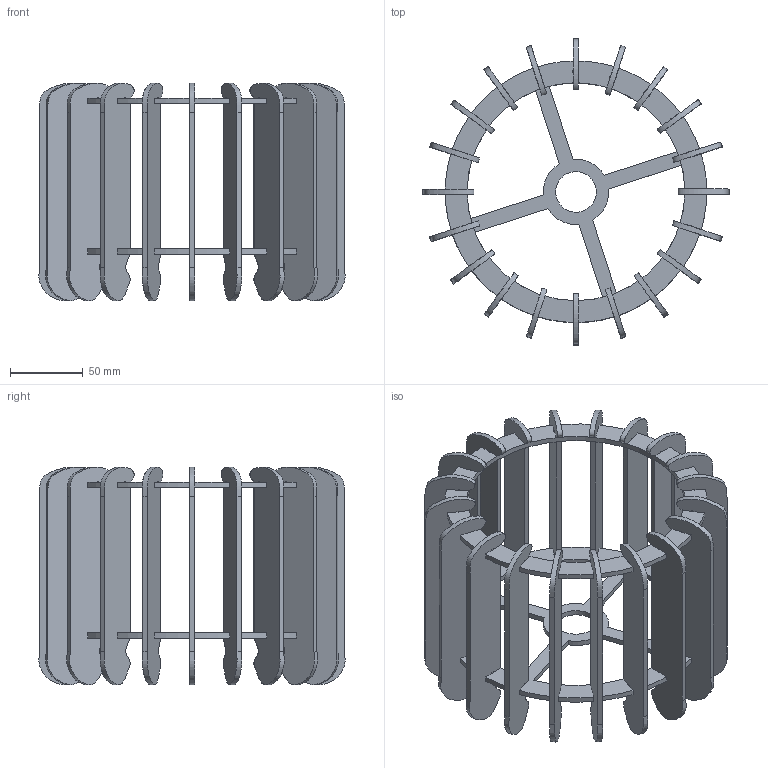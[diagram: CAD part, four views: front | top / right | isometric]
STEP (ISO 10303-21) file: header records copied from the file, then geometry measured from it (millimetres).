
FILE_DESCRIPTION(/* description */ ('','CAx-IF Rec.Pracs.---Representation and Presentation of Product Manufacturing Information (PMI)---4.0---2014-10-13'),/* implementation_level */ '2;1');
FILE_NAME(/* name */ '3.Assignment_Parametrics_Lamp.step',/* time_stamp */ '2025-02-08T12:01:39+01:00',/* author */ (''),/* organization */ (''),/* preprocessor_version */ 'ST-DEVELOPER v20',/* originating_system */ 'Autodesk Translation Framework v13.20.0.188',/* authorisation */ '');
FILE_SCHEMA (('AP242_MANAGED_MODEL_BASED_3D_ENGINEERING_MIM_LF { 1 0 10303 442 1 1 4 }'));
Length unit declared in the file: millimetre
Products named in the file (8): 3.Assignment_Parametrics_Lamp; lamellaholder; lamellaholder2; lamella; Laser Path - lamellaholder2 - Körper1; Connect_Connverter; Laser Path - lamella - Körper1; Laser Path - lamellaholder - Körper1
Assembly tree (26 placements, depth 2):
  3.Assignment_Parametrics_Lamp
    lamella  x20
    lamellaholder
    lamellaholder2
    Laser Path - lamellaholder2 - Körper1
    Connect_Connverter
    Laser Path - lamella - Körper1
    Laser Path - lamellaholder - Körper1
Bounding box: 210.81 x 210.81 x 149.66 mm (x, y, z)
Volume: 361929.6 mm3; surface area: 241770.5 mm2
Topology: 22 solids, 22 shells, 582 faces, 1614 edges, 1076 vertices
Faces by surface type: plane 332, cylinder 210, bspline 40
Full cylindrical faces by diameter (mm): 28 x1, 150 x1
Entity records: 9899 total; most frequent: CARTESIAN_POINT 1866, DIRECTION 1700, ORIENTED_EDGE 1632, EDGE_CURVE 816, AXIS2_PLACEMENT_3D 578, LINE 544, VECTOR 544, VERTEX_POINT 544
